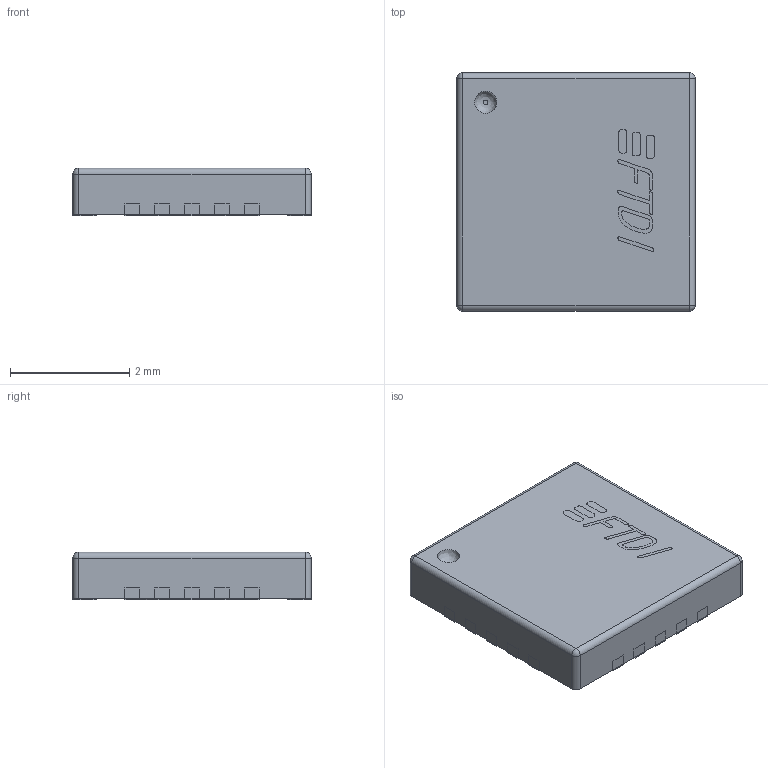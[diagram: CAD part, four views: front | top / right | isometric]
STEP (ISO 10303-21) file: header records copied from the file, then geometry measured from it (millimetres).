
FILE_DESCRIPTION(/* description */ (''),/* implementation_level */ '2;1');
FILE_NAME(/* name */ '1.stp',/* time_stamp */ '2020-05-08T16:45:27+02:00',/* author */ ('k'),/* organization */ (''),/* preprocessor_version */ 'ST-DEVELOPER v15.6',/* originating_system */ 'Autodesk Inventor 2015',/* authorisation */ '');
FILE_SCHEMA (('AUTOMOTIVE_DESIGN { 1 0 10303 214 3 1 1 }'));
Length unit declared in the file: millimetre
Products named in the file (4): body; pads; FTDI Logo; 1
Bounding box: 4 x 4 x 0.8 mm (x, y, z)
Surface area: 63.6 mm2
Topology: 29 solids, 29 shells, 255 faces, 576 edges, 380 vertices
Faces by surface type: plane 160, bspline 51, cylinder 40, sphere 4
Entity records: 7235 total; most frequent: CARTESIAN_POINT 1696, ORIENTED_EDGE 1152, DIRECTION 979, EDGE_CURVE 576, LINE 393, VECTOR 393, VERTEX_POINT 380, AXIS2_PLACEMENT_3D 293
